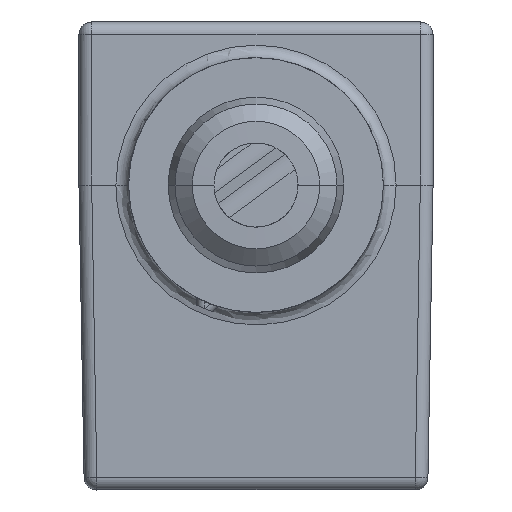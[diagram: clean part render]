
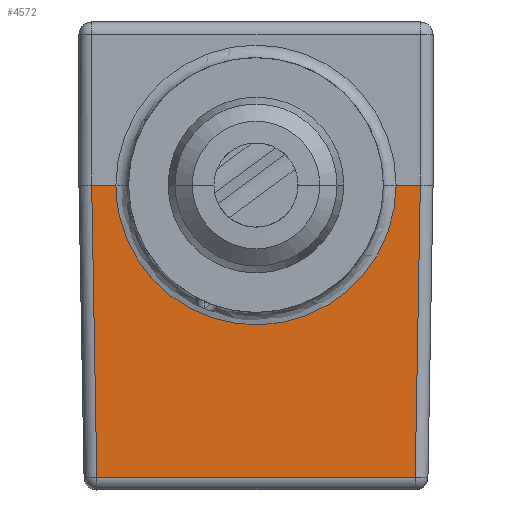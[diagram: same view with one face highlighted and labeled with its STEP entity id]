
A CAD part, left-side view. The second image highlights one B-rep face of the part: STEP entity #4572.
In plain terms, the highlighted planar face has unit normal (-1, 0, -0.018).
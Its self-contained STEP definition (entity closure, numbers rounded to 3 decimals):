
#456=DIRECTION('',(0.,-1.,0.));
#457=VECTOR('',#456,0.95);
#458=CARTESIAN_POINT('',(-22.4,-5.5,
-3.5));
#459=LINE('',#458,#457);
#460=DIRECTION('',(0.017,0.017,-1.));
#461=VECTOR('',#460,11.484);
#462=CARTESIAN_POINT('',(-22.4,-6.45,
-3.5));
#463=LINE('',#462,#461);
#464=DIRECTION('',(-0.017,0.017,1.));
#465=VECTOR('',#464,11.484);
#466=CARTESIAN_POINT('',(-22.2,6.25,-14.98));
#467=LINE('',#466,#465);
#468=DIRECTION('',(0.,-1.,0.));
#469=VECTOR('',#468,0.95);
#470=CARTESIAN_POINT('',(-22.4,6.45,-3.5));
#471=LINE('',#470,#469);
#555=DIRECTION('',(0.,-1.,0.));
#556=VECTOR('',#555,12.499);
#557=CARTESIAN_POINT('',(-22.2,6.25,-14.98));
#558=LINE('',#557,#556);
#603=CARTESIAN_POINT('',(-22.4,6.45,-3.5));
#972=CARTESIAN_POINT('',(-22.4,-5.5,
-3.5));
#973=CARTESIAN_POINT('',(-22.393,-5.499,
-3.916));
#974=CARTESIAN_POINT('',(-22.379,-5.406,
-4.725));
#975=CARTESIAN_POINT('',(-22.358,-4.996,
-5.901));
#976=CARTESIAN_POINT('',(-22.34,-4.334,
-6.951));
#977=CARTESIAN_POINT('',(-22.325,-3.466,
-7.821));
#978=CARTESIAN_POINT('',(-22.313,-2.413,
-8.486));
#979=CARTESIAN_POINT('',(-22.306,-1.24,
-8.897));
#980=CARTESIAN_POINT('',(-22.303,-0.008,
-9.037));
#981=CARTESIAN_POINT('',(-22.306,1.223,-8.901));
#982=CARTESIAN_POINT('',(-22.313,2.393,-8.495));
#983=CARTESIAN_POINT('',(-22.324,3.448,-7.835));
#984=CARTESIAN_POINT('',(-22.339,4.322,-6.967));
#985=CARTESIAN_POINT('',(-22.358,4.991,-5.913));
#986=CARTESIAN_POINT('',(-22.379,5.406,-4.73));
#987=CARTESIAN_POINT('',(-22.393,5.499,-3.918));
#988=CARTESIAN_POINT('',(-22.4,5.5,-3.5));
#3049=VERTEX_POINT('',#603);
#3050=CARTESIAN_POINT('',(-22.2,6.25,
-14.98));
#3051=VERTEX_POINT('',#3050);
#3052=CARTESIAN_POINT('',(-22.4,-5.5,
-3.5));
#3053=CARTESIAN_POINT('',(-22.4,-6.45,
-3.5));
#3054=VERTEX_POINT('',#3052);
#3055=VERTEX_POINT('',#3053);
#3056=CARTESIAN_POINT('',(-22.2,-6.25,
-14.98));
#3057=VERTEX_POINT('',#3056);
#3058=CARTESIAN_POINT('',(-22.4,5.5,
-3.5));
#3059=VERTEX_POINT('',#3058);
#4555=CARTESIAN_POINT('',(-22.4,-7.326,-3.5));
#4556=DIRECTION('',(-1.,0.,-0.017));
#4557=DIRECTION('',(0.,-1.,0.));
#4558=AXIS2_PLACEMENT_3D('',#4555,#4556,#4557);
#4559=PLANE('',#4558);
#4560=ORIENTED_EDGE('',*,*,#4529,.T.);
#4562=ORIENTED_EDGE('',*,*,#4561,.T.);
#4564=ORIENTED_EDGE('',*,*,#4563,.F.);
#4566=ORIENTED_EDGE('',*,*,#4565,.T.);
#4567=ORIENTED_EDGE('',*,*,#4533,.T.);
#4569=ORIENTED_EDGE('',*,*,#4568,.F.);
#4570=EDGE_LOOP('',(#4560,#4562,#4564,#4566,#4567,#4569));
#4571=FACE_OUTER_BOUND('',#4570,.F.);
#4572=ADVANCED_FACE('',(#4571),#4559,.T.);
#989=B_SPLINE_CURVE_WITH_KNOTS('',3,(#972,#973,#974,#975,#976,#977,#978,#979,
#980,#981,#982,#983,#984,#985,#986,#987,#988),.UNSPECIFIED.,.F.,.F.,(4,1,1,1,1,
1,1,1,1,1,1,1,1,1,4),(0.,0.071,0.143,
0.214,0.286,0.357,0.429,0.5,
0.571,0.643,0.714,0.786,
0.857,0.929,1.),.UNSPECIFIED.);
#4529=EDGE_CURVE('',#3054,#3055,#459,.T.);
#4533=EDGE_CURVE('',#3049,#3059,#471,.T.);
#4561=EDGE_CURVE('',#3055,#3057,#463,.T.);
#4563=EDGE_CURVE('',#3051,#3057,#558,.T.);
#4565=EDGE_CURVE('',#3051,#3049,#467,.T.);
#4568=EDGE_CURVE('',#3054,#3059,#989,.T.);
